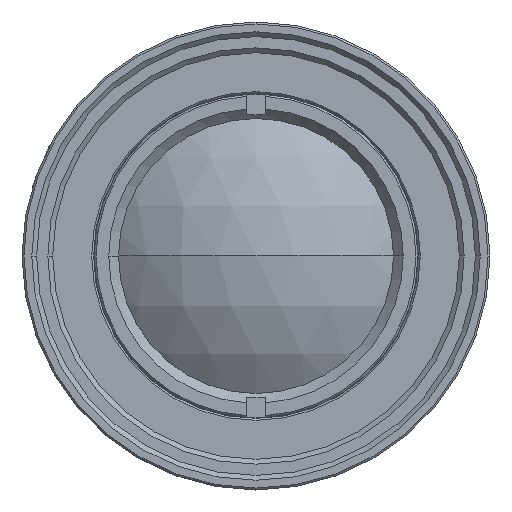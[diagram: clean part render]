
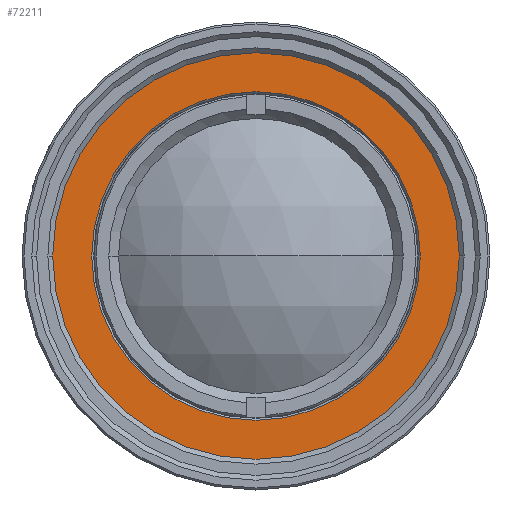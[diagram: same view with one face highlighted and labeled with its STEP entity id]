
A CAD part, left-side view. The second image highlights one B-rep face of the part: STEP entity #72211.
In plain terms, the highlighted planar face has unit normal (-1, 0, 0).
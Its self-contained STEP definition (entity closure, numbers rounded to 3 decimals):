
#1971 = CARTESIAN_POINT ( 'NONE',  ( -12.531, -20.85, 0. ) ) ;
#12231 = CIRCLE ( 'NONE', #66609, 16.85 ) ;
#16922 = ORIENTED_EDGE ( 'NONE', *, *, #72673, .T. ) ;
#18650 = DIRECTION ( 'NONE',  ( -1., 0., 0. ) ) ;
#19807 = ORIENTED_EDGE ( 'NONE', *, *, #35184, .T. ) ;
#21266 = DIRECTION ( 'NONE',  ( 1., 0., 0. ) ) ;
#21743 = DIRECTION ( 'NONE',  ( 0., 1., 0. ) ) ;
#30166 = DIRECTION ( 'NONE',  ( 1., 0., 0. ) ) ;
#31857 = VERTEX_POINT ( 'NONE', #89850 ) ;
#33188 = DIRECTION ( 'NONE',  ( 1., 0., 0. ) ) ;
#33271 = DIRECTION ( 'NONE',  ( 0., 1., 0. ) ) ;
#35184 = EDGE_CURVE ( 'NONE', #31857, #59584, #95030, .T. ) ;
#35276 = DIRECTION ( 'NONE',  ( -1., 0., 0. ) ) ;
#35395 = FACE_BOUND ( 'NONE', #86780, .T. ) ;
#37449 = AXIS2_PLACEMENT_3D ( 'NONE', #55599, #33188, #85301 ) ;
#51148 = EDGE_CURVE ( 'NONE', #93376, #59096, #84280, .T. ) ;
#52460 = EDGE_LOOP ( 'NONE', ( #58430, #16922 ) ) ;
#52737 = AXIS2_PLACEMENT_3D ( 'NONE', #61528, #18650, #33271 ) ;
#55599 = CARTESIAN_POINT ( 'NONE',  ( -12.531, 0., 0. ) ) ;
#57386 = AXIS2_PLACEMENT_3D ( 'NONE', #94366, #21266, #21743 ) ;
#58154 = CARTESIAN_POINT ( 'NONE',  ( -12.531, 0., 0. ) ) ;
#58430 = ORIENTED_EDGE ( 'NONE', *, *, #51148, .T. ) ;
#59096 = VERTEX_POINT ( 'NONE', #87799 ) ;
#59584 = VERTEX_POINT ( 'NONE', #89632 ) ;
#61528 = CARTESIAN_POINT ( 'NONE',  ( -12.531, 0., 0. ) ) ;
#65135 = CIRCLE ( 'NONE', #52737, 20.85 ) ;
#66037 = FACE_OUTER_BOUND ( 'NONE', #52460, .T. ) ;
#66609 = AXIS2_PLACEMENT_3D ( 'NONE', #72979, #30166, #96414 ) ;
#71794 = DIRECTION ( 'NONE',  ( 0., -1., 0. ) ) ;
#72211 = ADVANCED_FACE ( 'NONE', ( #66037, #35395 ), #94846, .F. ) ;
#72673 = EDGE_CURVE ( 'NONE', #59096, #93376, #65135, .T. ) ;
#72979 = CARTESIAN_POINT ( 'NONE',  ( -12.531, 0., 0. ) ) ;
#77611 = ORIENTED_EDGE ( 'NONE', *, *, #86376, .T. ) ;
#84224 = AXIS2_PLACEMENT_3D ( 'NONE', #58154, #35276, #71794 ) ;
#84280 = CIRCLE ( 'NONE', #84224, 20.85 ) ;
#85301 = DIRECTION ( 'NONE',  ( 0., -1., 0. ) ) ;
#86376 = EDGE_CURVE ( 'NONE', #59584, #31857, #12231, .T. ) ;
#86780 = EDGE_LOOP ( 'NONE', ( #19807, #77611 ) ) ;
#87799 = CARTESIAN_POINT ( 'NONE',  ( -12.531, 20.85, 0. ) ) ;
#89632 = CARTESIAN_POINT ( 'NONE',  ( -12.531, 16.85, 0. ) ) ;
#89850 = CARTESIAN_POINT ( 'NONE',  ( -12.531, -16.85, 0. ) ) ;
#93376 = VERTEX_POINT ( 'NONE', #1971 ) ;
#94366 = CARTESIAN_POINT ( 'NONE',  ( -12.531, 0., 0. ) ) ;
#94846 = PLANE ( 'NONE',  #57386 ) ;
#95030 = CIRCLE ( 'NONE', #37449, 16.85 ) ;
#96414 = DIRECTION ( 'NONE',  ( 0., 1., 0. ) ) ;
